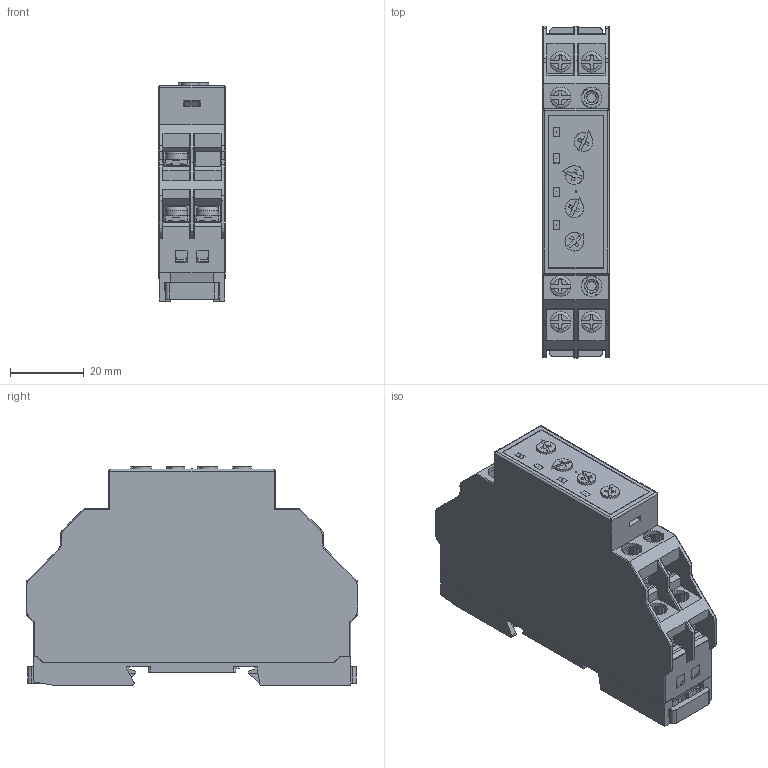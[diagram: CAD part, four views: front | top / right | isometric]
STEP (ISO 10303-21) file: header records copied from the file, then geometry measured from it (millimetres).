
FILE_DESCRIPTION(/* description */ ('Unknown'),/* implementation_level */ '2;1');
FILE_NAME(/* name */ 'MG21DH',/* time_stamp */ '2024-09-24T11:31:57+05:00',/* author */ ('Unknown'),/* organization */ ('Unknown'),/* preprocessor_version */ 'ST-DEVELOPER v18.104',/* originating_system */ 'Solid Edge',/* authorisation */ 'Unknown');
FILE_SCHEMA (('AUTOMOTIVE_DESIGN {1 0 10303 214 3 1 1}'));
Products named in the file (1): MG21DH
Bounding box: 18 x 89.8 x 59.01 mm (x, y, z)
Volume: 73947.4 mm3; surface area: 56594.2 mm2
Topology: 53 solids, 55 shells, 3688 faces, 10123 edges, 6508 vertices
Faces by surface type: plane 2404, cylinder 909, torus 120, cone 120, bspline 73, sphere 62
Full cylindrical faces by diameter (mm): 0.098 x2, 0.1 x16, 0.2 x1, 0.5 x2, 0.9 x10, 1 x1, 1.9 x2, 2.7 x12, 2.75 x6, 2.85 x6, 3.5 x42, 4.2 x4, 4.25 x2, 4.5 x4, 5 x4, 5.1 x4, 5.6 x8, 6 x7, 6.5 x1
Entity records: 126784 total; most frequent: CARTESIAN_POINT 35784, ORIENTED_EDGE 19440, DIRECTION 17741, EDGE_CURVE 9720, LINE 6785, VECTOR 6785, VERTEX_POINT 6370, AXIS2_PLACEMENT_3D 5478
